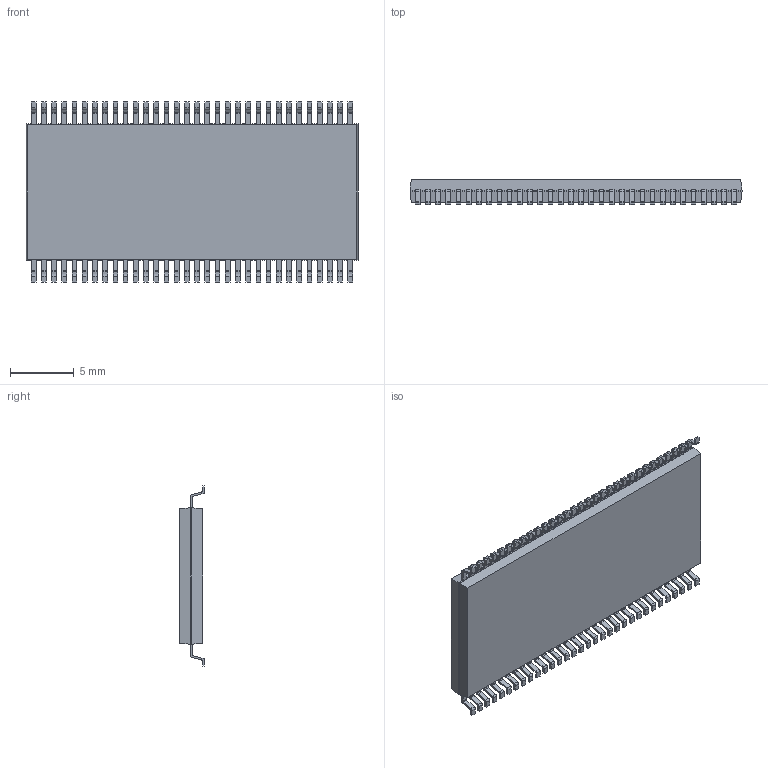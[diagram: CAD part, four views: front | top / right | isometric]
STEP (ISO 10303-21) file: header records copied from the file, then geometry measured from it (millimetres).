
FILE_DESCRIPTION (( 'STEP AP214' ), '1' );
FILE_NAME ('User Library-SSOP-64.STEP', '2019-09-27T12:21:34', ( '' ), ( '' ), 'SwSTEP 2.0', 'SolidWorks 2019', '' );
FILE_SCHEMA (( 'AUTOMOTIVE_DESIGN' ));
Length unit declared in the file: millimetre
Products named in the file (4): _X2_041D043E0436043A0430_X0_; _X2_041C04350442043A0430_X0_; User Library-SSOP-64; _X2_041A043E0440043F04430441_X0_
Assembly tree (34 placements, depth 2):
  User Library-SSOP-64
    _X2_041A043E0440043F04430441_X0_
    _X2_041C04350442043A0430_X0_
    _X2_041D043E0436043A0430_X0_  x32
Bounding box: 26 x 1.95 x 14.1 mm (x, y, z)
Volume: 503.5 mm3; surface area: 854 mm2
Topology: 66 solids, 66 shells, 917 faces, 2344 edges, 1560 vertices
Faces by surface type: plane 657, cylinder 260
Entity records: 2316 total; most frequent: DIRECTION 308, CARTESIAN_POINT 270, ORIENTED_EDGE 224, EDGE_CURVE 112, AXIS2_PLACEMENT_3D 110, LINE 88, VECTOR 88, VERTEX_POINT 72
